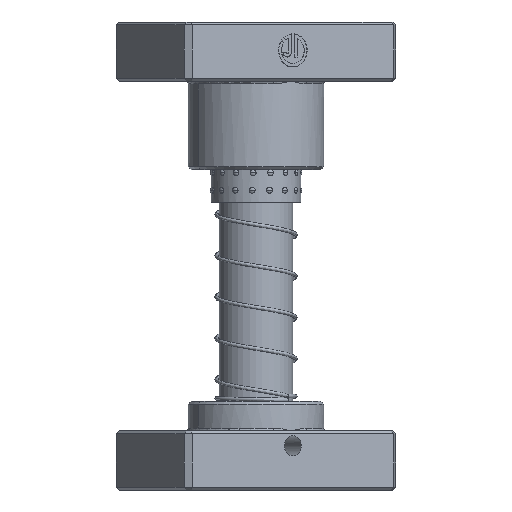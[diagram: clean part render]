
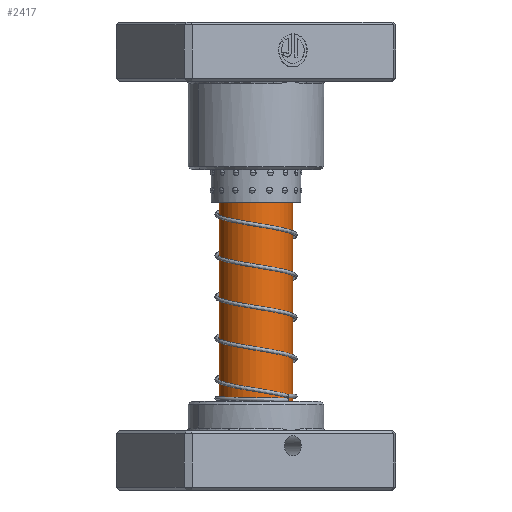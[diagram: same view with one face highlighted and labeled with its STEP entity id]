
A CAD part, front view. The second image highlights one B-rep face of the part: STEP entity #2417.
In plain terms, the highlighted cylindrical face has radius 12.5 mm (diameter 25 mm), a partial arc.
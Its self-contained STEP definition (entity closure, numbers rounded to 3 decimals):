
#2417 = ADVANCED_FACE ( 'NONE', ( #39876 ), #12970, .T. ) ;
#5572 = CARTESIAN_POINT ( 'NONE',  ( 12.5, 0., 127.5 ) ) ;
#6253 = AXIS2_PLACEMENT_3D ( 'NONE', #12977, #33157, #36262 ) ;
#7833 = DIRECTION ( 'NONE',  ( 0., 0., -1. ) ) ;
#8211 = ORIENTED_EDGE ( 'NONE', *, *, #17648, .F. ) ;
#9897 = LINE ( 'NONE', #34191, #36771 ) ;
#11828 = ORIENTED_EDGE ( 'NONE', *, *, #27049, .T. ) ;
#11967 = VERTEX_POINT ( 'NONE', #22398 ) ;
#12970 = CYLINDRICAL_SURFACE ( 'NONE', #6253, 12.5 ) ;
#12977 = CARTESIAN_POINT ( 'NONE',  ( 0., 0., 130. ) ) ;
#13014 = CARTESIAN_POINT ( 'NONE',  ( 0., 0., 127.5 ) ) ;
#14727 = ORIENTED_EDGE ( 'NONE', *, *, #22314, .T. ) ;
#15634 = ORIENTED_EDGE ( 'NONE', *, *, #32888, .F. ) ;
#15911 = VERTEX_POINT ( 'NONE', #19647 ) ;
#16378 = DIRECTION ( 'NONE',  ( 1., 0., 0. ) ) ;
#17648 = EDGE_CURVE ( 'NONE', #42022, #15911, #9897, .T. ) ;
#18815 = CARTESIAN_POINT ( 'NONE',  ( -12.5, 0., 127.5 ) ) ;
#19647 = CARTESIAN_POINT ( 'NONE',  ( 12.5, 0., 19. ) ) ;
#20537 = CIRCLE ( 'NONE', #43287, 12.5 ) ;
#21968 = DIRECTION ( 'NONE',  ( 0., 0., -1. ) ) ;
#22314 = EDGE_CURVE ( 'NONE', #42022, #43051, #38152, .T. ) ;
#22398 = CARTESIAN_POINT ( 'NONE',  ( -12.5, 0., 19. ) ) ;
#27049 = EDGE_CURVE ( 'NONE', #43051, #11967, #42164, .T. ) ;
#27396 = DIRECTION ( 'NONE',  ( 0., 0., -1. ) ) ;
#27975 = CARTESIAN_POINT ( 'NONE',  ( 0., 0., 19. ) ) ;
#31357 = DIRECTION ( 'NONE',  ( -1., 0., 0. ) ) ;
#32888 = EDGE_CURVE ( 'NONE', #15911, #11967, #20537, .T. ) ;
#33138 = VECTOR ( 'NONE', #21968, 1000. ) ;
#33157 = DIRECTION ( 'NONE',  ( 0., 0., -1. ) ) ;
#34191 = CARTESIAN_POINT ( 'NONE',  ( 12.5, 0., 130. ) ) ;
#34655 = EDGE_LOOP ( 'NONE', ( #8211, #14727, #11828, #15634 ) ) ;
#35368 = CARTESIAN_POINT ( 'NONE',  ( -12.5, 0., 130. ) ) ;
#36262 = DIRECTION ( 'NONE',  ( -1., 0., 0. ) ) ;
#36573 = DIRECTION ( 'NONE',  ( 0., 0., -1. ) ) ;
#36771 = VECTOR ( 'NONE', #27396, 1000. ) ;
#38152 = CIRCLE ( 'NONE', #38591, 12.5 ) ;
#38591 = AXIS2_PLACEMENT_3D ( 'NONE', #13014, #36573, #16378 ) ;
#39876 = FACE_OUTER_BOUND ( 'NONE', #34655, .T. ) ;
#42022 = VERTEX_POINT ( 'NONE', #5572 ) ;
#42164 = LINE ( 'NONE', #35368, #33138 ) ;
#43051 = VERTEX_POINT ( 'NONE', #18815 ) ;
#43287 = AXIS2_PLACEMENT_3D ( 'NONE', #27975, #7833, #31357 ) ;
